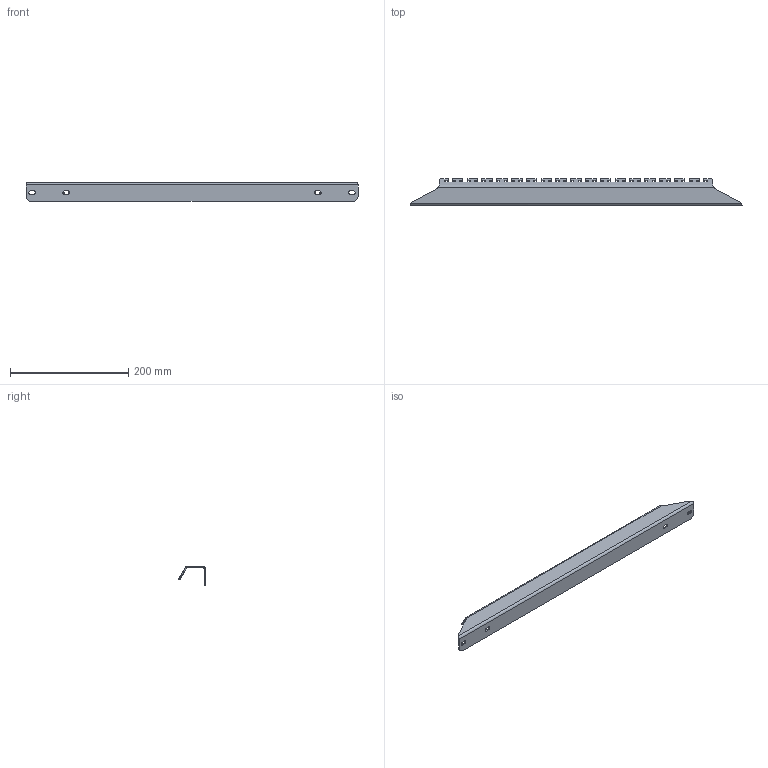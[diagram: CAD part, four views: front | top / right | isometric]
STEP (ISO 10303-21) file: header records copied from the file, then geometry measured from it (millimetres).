
FILE_DESCRIPTION (( 'STEP AP214' ), '1' );
FILE_NAME ('998.600.STEP', '2024-10-09T10:02:18', ( '' ), ( '' ), 'SwSTEP 2.0', 'SolidWorks 2021', '' );
FILE_SCHEMA (( 'AUTOMOTIVE_DESIGN' ));
Length unit declared in the file: millimetre
Products named in the file (1): 998.600
Bounding box: 560.59 x 45.35 x 32 mm (x, y, z)
Volume: 81012.9 mm3; surface area: 85257.3 mm2
Topology: 1 solids, 1 shells, 328 faces, 978 edges, 652 vertices
Faces by surface type: plane 164, cylinder 164
Entity records: 11240 total; most frequent: CARTESIAN_POINT 2081, ORIENTED_EDGE 1956, DIRECTION 1942, EDGE_CURVE 978, VERTEX_POINT 652, AXIS2_PLACEMENT_3D 649, VECTOR 644, LINE 644
